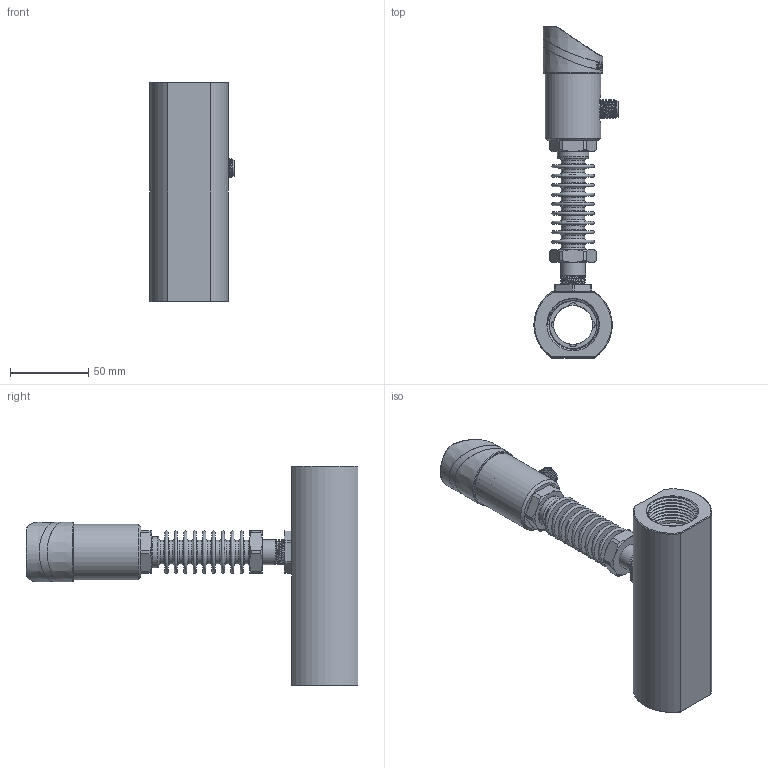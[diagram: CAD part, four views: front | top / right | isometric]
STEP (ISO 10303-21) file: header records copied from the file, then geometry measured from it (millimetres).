
FILE_DESCRIPTION(/* description */ (''),/* implementation_level */ '2;1');
FILE_NAME(/* name */ 'FS510-DN25-G1K-G FS510内螺纹G1链接高温25口径.stp',/* time_stamp */ '2023-06-26T11:20:48+08:00',/* author */ (''),/* organization */ (''),/* preprocessor_version */ 'ST-DEVELOPER v16.7',/* originating_system */ 'SIEMENS PLM Software NX 12.0',/* authorisation */ '');
FILE_SCHEMA (('AUTOMOTIVE_DESIGN { 1 0 10303 214 3 1 1 1 }'));
Products named in the file (1): FS510-DN25-G1K-G   FS510内螺纹G1链接高温2
5口径_x_t
Bounding box: 53.68 x 211.5 x 140 mm (x, y, z)
Volume: 213504 mm3; surface area: 83349.3 mm2
Topology: 5 solids, 5 shells, 1031 faces, 2631 edges, 1704 vertices
Faces by surface type: plane 421, cylinder 189, extrusion 160, cone 115, bspline 65, torus 60, sphere 21
Full cylindrical faces by diameter (mm): 1.689 x1, 2 x1, 2.7 x6, 3.5 x5, 12 x1, 13 x1, 15 x10, 15.9 x1, 16.5 x1, 20 x1, 23 x3, 25 x1, 26 x5, 28 x2, 31.7 x1, 32 x1, 34 x1, 34.2 x1, 35.5 x2
Entity records: 50559 total; most frequent: CARTESIAN_POINT 23403, ORIENTED_EDGE 4888, DIRECTION 4019, EDGE_CURVE 2444, VERTEX_POINT 1649, AXIS2_PLACEMENT_3D 1540, EDGE_LOOP 1263, B_SPLINE_CURVE_WITH_KNOTS 1069
